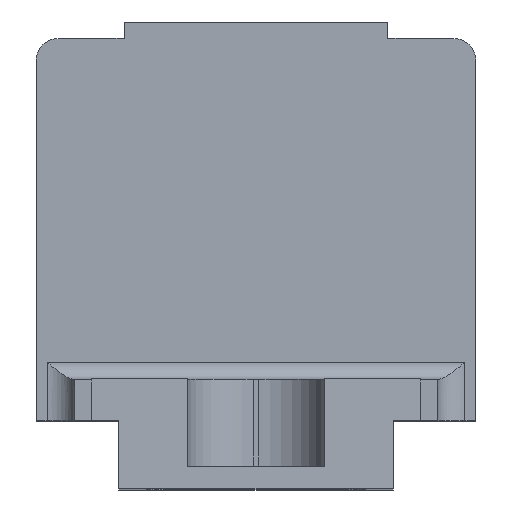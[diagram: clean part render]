
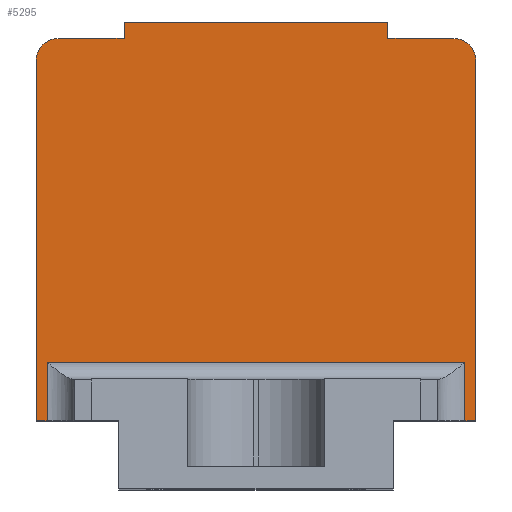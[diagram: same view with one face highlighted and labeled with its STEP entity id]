
A CAD part, top view. The second image highlights one B-rep face of the part: STEP entity #5295.
In plain terms, the highlighted planar face has unit normal (0, 0, 1).
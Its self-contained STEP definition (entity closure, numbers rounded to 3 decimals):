
#253=DIRECTION('',(0.,1.,0.));
#254=VECTOR('',#253,5.3);
#255=CARTESIAN_POINT('',(19.,6.2,45.1));
#256=LINE('',#255,#254);
#271=DIRECTION('',(1.,0.,0.));
#272=VECTOR('',#271,6.);
#273=CARTESIAN_POINT('',(-18.,41.,45.1));
#274=LINE('',#273,#272);
#275=DIRECTION('',(0.,1.,0.));
#276=VECTOR('',#275,1.5);
#277=CARTESIAN_POINT('',(-12.,41.,45.1));
#278=LINE('',#277,#276);
#279=DIRECTION('',(1.,0.,0.));
#280=VECTOR('',#279,24.);
#281=CARTESIAN_POINT('',(-12.,42.5,45.1));
#282=LINE('',#281,#280);
#283=DIRECTION('',(0.,-1.,0.));
#284=VECTOR('',#283,1.5);
#285=CARTESIAN_POINT('',(12.,42.5,45.1));
#286=LINE('',#285,#284);
#287=DIRECTION('',(1.,0.,0.));
#288=VECTOR('',#287,6.);
#289=CARTESIAN_POINT('',(12.,41.,45.1));
#290=LINE('',#289,#288);
#291=DIRECTION('',(0.,-1.,0.));
#292=VECTOR('',#291,32.8);
#293=CARTESIAN_POINT('',(20.,39.,45.1));
#294=LINE('',#293,#292);
#295=DIRECTION('',(-1.,0.,0.));
#296=VECTOR('',#295,1.);
#297=CARTESIAN_POINT('',(20.,6.2,45.1));
#298=LINE('',#297,#296);
#299=DIRECTION('',(-1.,0.,0.));
#300=VECTOR('',#299,1.);
#301=CARTESIAN_POINT('',(-19.,6.2,45.1));
#302=LINE('',#301,#300);
#303=DIRECTION('',(0.,1.,0.));
#304=VECTOR('',#303,32.8);
#305=CARTESIAN_POINT('',(-20.,6.2,45.1));
#306=LINE('',#305,#304);
#311=CARTESIAN_POINT('',(-18.,39.,45.1));
#312=DIRECTION('',(0.,0.,1.));
#313=DIRECTION('',(0.,1.,0.));
#314=AXIS2_PLACEMENT_3D('',#311,#312,#313);
#1013=CARTESIAN_POINT('',(18.,39.,45.1));
#1014=DIRECTION('',(0.,0.,1.));
#1015=DIRECTION('',(1.,0.,0.));
#1016=AXIS2_PLACEMENT_3D('',#1013,#1014,#1015);
#3891=DIRECTION('',(1.,0.,0.));
#3892=VECTOR('',#3891,38.);
#3893=CARTESIAN_POINT('',(-19.,11.5,45.1));
#3894=LINE('',#3893,#3892);
#3911=DIRECTION('',(0.,1.,0.));
#3912=VECTOR('',#3911,5.3);
#3913=CARTESIAN_POINT('',(-19.,6.2,45.1));
#3914=LINE('',#3913,#3912);
#4025=CARTESIAN_POINT('',(-12.,41.,45.1));
#4026=CARTESIAN_POINT('',(-12.,42.5,45.1));
#4027=VERTEX_POINT('',#4025);
#4028=VERTEX_POINT('',#4026);
#4029=CARTESIAN_POINT('',(12.,42.5,45.1));
#4030=VERTEX_POINT('',#4029);
#4031=CARTESIAN_POINT('',(12.,41.,45.1));
#4032=VERTEX_POINT('',#4031);
#4041=CARTESIAN_POINT('',(20.,6.2,45.1));
#4043=VERTEX_POINT('',#4041);
#4045=CARTESIAN_POINT('',(-20.,6.2,45.1));
#4047=VERTEX_POINT('',#4045);
#4189=CARTESIAN_POINT('',(19.,6.2,45.1));
#4190=VERTEX_POINT('',#4189);
#4195=CARTESIAN_POINT('',(-19.,6.2,45.1));
#4196=VERTEX_POINT('',#4195);
#4201=CARTESIAN_POINT('',(-19.,11.5,45.1));
#4202=CARTESIAN_POINT('',(19.,11.5,45.1));
#4203=VERTEX_POINT('',#4201);
#4204=VERTEX_POINT('',#4202);
#4298=CARTESIAN_POINT('',(-18.,41.,45.1));
#4300=VERTEX_POINT('',#4298);
#4301=CARTESIAN_POINT('',(-20.,39.,45.1));
#4302=VERTEX_POINT('',#4301);
#4322=CARTESIAN_POINT('',(20.,39.,45.1));
#4324=VERTEX_POINT('',#4322);
#4325=CARTESIAN_POINT('',(18.,41.,45.1));
#4326=VERTEX_POINT('',#4325);
#5262=CARTESIAN_POINT('',(0.,0.,45.1));
#5263=DIRECTION('',(0.,0.,-1.));
#5264=DIRECTION('',(-1.,0.,0.));
#5265=AXIS2_PLACEMENT_3D('',#5262,#5263,#5264);
#5266=PLANE('',#5265);
#5268=ORIENTED_EDGE('',*,*,#5267,.F.);
#5270=ORIENTED_EDGE('',*,*,#5269,.T.);
#5272=ORIENTED_EDGE('',*,*,#5271,.T.);
#5274=ORIENTED_EDGE('',*,*,#5273,.T.);
#5276=ORIENTED_EDGE('',*,*,#5275,.T.);
#5278=ORIENTED_EDGE('',*,*,#5277,.T.);
#5280=ORIENTED_EDGE('',*,*,#5279,.F.);
#5282=ORIENTED_EDGE('',*,*,#5281,.T.);
#5284=ORIENTED_EDGE('',*,*,#5283,.T.);
#5285=ORIENTED_EDGE('',*,*,#5251,.T.);
#5287=ORIENTED_EDGE('',*,*,#5286,.F.);
#5289=ORIENTED_EDGE('',*,*,#5288,.F.);
#5290=ORIENTED_EDGE('',*,*,#5009,.T.);
#5292=ORIENTED_EDGE('',*,*,#5291,.T.);
#5293=EDGE_LOOP('',(#5268,#5270,#5272,#5274,#5276,#5278,#5280,#5282,#5284,#5285,
#5287,#5289,#5290,#5292));
#5294=FACE_OUTER_BOUND('',#5293,.F.);
#5295=ADVANCED_FACE('',(#5294),#5266,.F.);
#315=CIRCLE('',#314,2.);
#1017=CIRCLE('',#1016,2.);
#5009=EDGE_CURVE('',#4196,#4047,#302,.T.);
#5251=EDGE_CURVE('',#4190,#4204,#256,.T.);
#5267=EDGE_CURVE('',#4300,#4302,#315,.T.);
#5269=EDGE_CURVE('',#4300,#4027,#274,.T.);
#5271=EDGE_CURVE('',#4027,#4028,#278,.T.);
#5273=EDGE_CURVE('',#4028,#4030,#282,.T.);
#5275=EDGE_CURVE('',#4030,#4032,#286,.T.);
#5277=EDGE_CURVE('',#4032,#4326,#290,.T.);
#5279=EDGE_CURVE('',#4324,#4326,#1017,.T.);
#5281=EDGE_CURVE('',#4324,#4043,#294,.T.);
#5283=EDGE_CURVE('',#4043,#4190,#298,.T.);
#5286=EDGE_CURVE('',#4203,#4204,#3894,.T.);
#5288=EDGE_CURVE('',#4196,#4203,#3914,.T.);
#5291=EDGE_CURVE('',#4047,#4302,#306,.T.);
